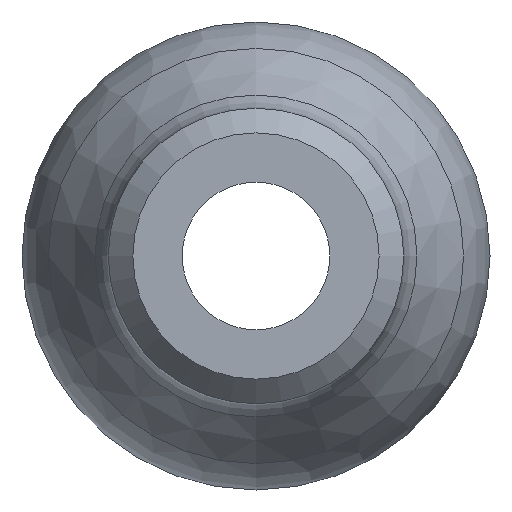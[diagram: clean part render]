
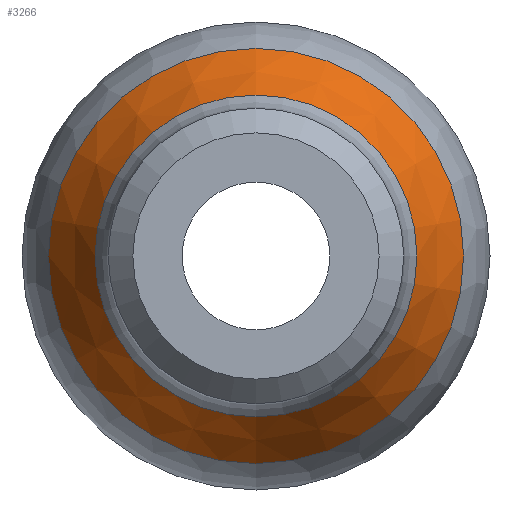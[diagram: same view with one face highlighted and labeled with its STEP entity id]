
A CAD part, front view. The second image highlights one B-rep face of the part: STEP entity #3266.
In plain terms, the highlighted conical face has half-angle 30 degrees and reference radius 4.75 mm.
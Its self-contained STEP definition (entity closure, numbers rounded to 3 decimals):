
#23=CONICAL_SURFACE('',#3412,4.75,0.524);
#46=CIRCLE('',#3413,4.214);
#47=CIRCLE('',#3414,3.268);
#1631=ORIENTED_EDGE('',*,*,#2107,.T.);
#1632=ORIENTED_EDGE('',*,*,#2108,.T.);
#2107=EDGE_CURVE('',#2418,#2418,#46,.T.);
#2108=EDGE_CURVE('',#2419,#2419,#47,.T.);
#2418=VERTEX_POINT('',#8793);
#2419=VERTEX_POINT('',#8795);
#2743=EDGE_LOOP('',(#1631));
#2744=EDGE_LOOP('',(#1632));
#2963=FACE_BOUND('',#2743,.T.);
#2964=FACE_BOUND('',#2744,.T.);
#3266=ADVANCED_FACE('',(#2963,#2964),#23,.T.);
#3412=AXIS2_PLACEMENT_3D('',#8791,#3988,#3989);
#3413=AXIS2_PLACEMENT_3D('',#8792,#3990,#3991);
#3414=AXIS2_PLACEMENT_3D('',#8794,#3992,#3993);
#3988=DIRECTION('',(0.,1.,0.));
#3989=DIRECTION('',(0.,0.,1.));
#3990=DIRECTION('',(0.,-1.,0.));
#3991=DIRECTION('',(0.,0.,-1.));
#3992=DIRECTION('',(0.,1.,0.));
#3993=DIRECTION('',(0.,0.,1.));
#8791=CARTESIAN_POINT('',(0.,21.1,0.));
#8792=CARTESIAN_POINT('',(0.,20.172,0.));
#8793=CARTESIAN_POINT('',(0.,20.172,-4.214));
#8794=CARTESIAN_POINT('',(0.,18.533,0.));
#8795=CARTESIAN_POINT('',(0.,18.533,3.268));
